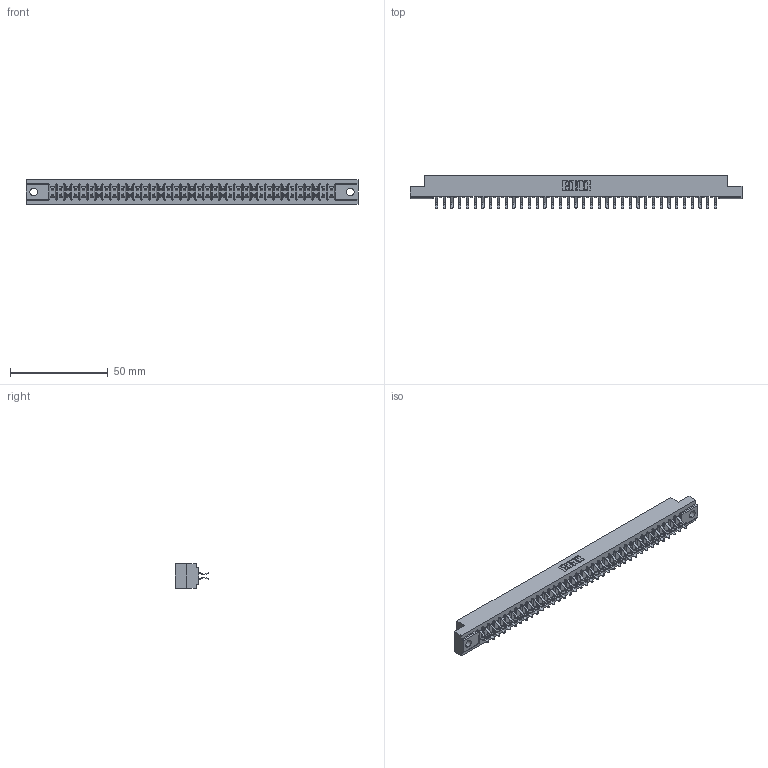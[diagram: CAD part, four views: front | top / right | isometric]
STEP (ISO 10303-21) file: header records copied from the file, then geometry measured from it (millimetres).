
FILE_DESCRIPTION (( 'STEP AP203' ), '1' );
FILE_NAME ('307-074-456-202.STEP', '2020-10-01T03:50:49', ( '' ), ( '' ), 'SwSTEP 2.0', 'SolidWorks 2020', '' );
FILE_SCHEMA (( 'CONFIG_CONTROL_DESIGN' ));
Length unit declared in the file: inch
Products named in the file (3): 307-074-456-202; 307 Part_.128 Dia Mounting Holes; 307-290-001_556
Assembly tree (75 placements, depth 2):
  307-074-456-202
    307 Part_.128 Dia Mounting Holes
    307-290-001_556  x74
Bounding box: 169.62 x 16.97 x 12.7 mm (x, y, z)
Volume: 17900.5 mm3; surface area: 21408.1 mm2
Topology: 75 solids, 75 shells, 3856 faces, 10831 edges, 7018 vertices
Faces by surface type: plane 2512, cylinder 1268, sphere 76
Entity records: 33626 total; most frequent: CARTESIAN_POINT 5501, ORIENTED_EDGE 5450, DIRECTION 5391, EDGE_CURVE 2725, VECTOR 2087, LINE 2087, VERTEX_POINT 1762, AXIS2_PLACEMENT_3D 1652
